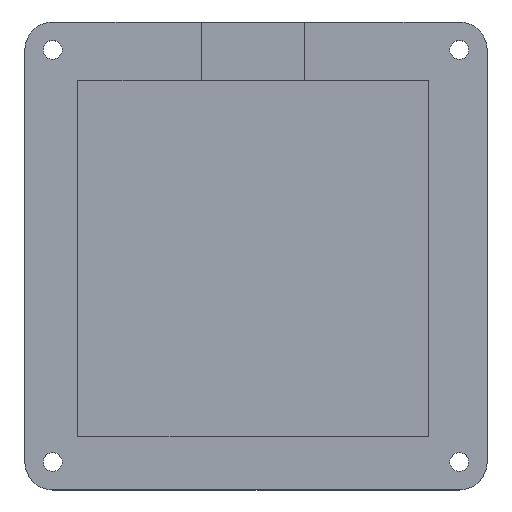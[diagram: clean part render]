
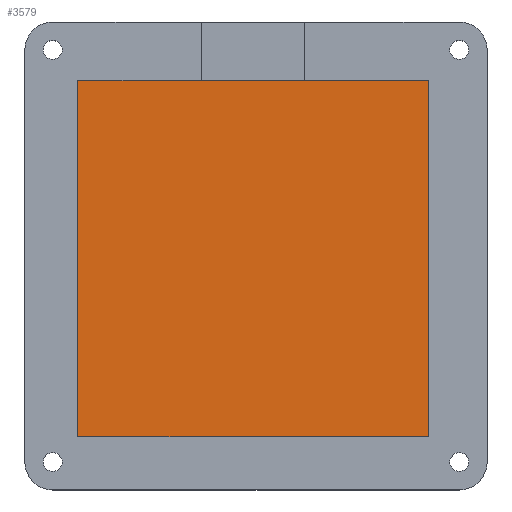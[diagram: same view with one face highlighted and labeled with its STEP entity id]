
A CAD part, top view. The second image highlights one B-rep face of the part: STEP entity #3579.
In plain terms, the highlighted planar face has unit normal (0, 0, 1).
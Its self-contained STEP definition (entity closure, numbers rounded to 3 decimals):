
#129=PLANE('',#3686);
#313=FACE_OUTER_BOUND('',#521,.T.);
#521=EDGE_LOOP('',(#3219,#3220,#3221,#3222));
#806=LINE('',#7202,#1084);
#808=LINE('',#7207,#1086);
#809=LINE('',#7208,#1087);
#810=LINE('',#7209,#1088);
#1084=VECTOR('',#4128,10.);
#1086=VECTOR('',#4132,10.);
#1087=VECTOR('',#4133,10.);
#1088=VECTOR('',#4134,10.);
#1675=VERTEX_POINT('',#7199);
#1676=VERTEX_POINT('',#7201);
#1677=VERTEX_POINT('',#7205);
#1678=VERTEX_POINT('',#7206);
#2198=EDGE_CURVE('',#1675,#1676,#806,.T.);
#2200=EDGE_CURVE('',#1677,#1678,#808,.T.);
#2201=EDGE_CURVE('',#1676,#1677,#809,.T.);
#2202=EDGE_CURVE('',#1678,#1675,#810,.T.);
#3219=ORIENTED_EDGE('',*,*,#2200,.F.);
#3220=ORIENTED_EDGE('',*,*,#2201,.F.);
#3221=ORIENTED_EDGE('',*,*,#2198,.F.);
#3222=ORIENTED_EDGE('',*,*,#2202,.F.);
#3579=ADVANCED_FACE('',(#313),#129,.T.);
#3686=AXIS2_PLACEMENT_3D('',#7204,#4130,#4131);
#4128=DIRECTION('',(1.,0.,0.));
#4130=DIRECTION('center_axis',(0.,0.,1.));
#4131=DIRECTION('ref_axis',(1.,0.,0.));
#4132=DIRECTION('',(-1.,0.,0.));
#4133=DIRECTION('',(0.,-1.,0.));
#4134=DIRECTION('',(0.,1.,0.));
#7199=CARTESIAN_POINT('',(-65.895,56.986,3.));
#7201=CARTESIAN_POINT('',(-2.895,56.986,3.));
#7202=CARTESIAN_POINT('',(-50.145,56.986,3.));
#7204=CARTESIAN_POINT('Origin',(-34.395,24.986,3.));
#7205=CARTESIAN_POINT('',(-2.895,-7.014,3.));
#7206=CARTESIAN_POINT('',(-65.895,-7.014,3.));
#7207=CARTESIAN_POINT('',(-18.645,-7.014,3.));
#7208=CARTESIAN_POINT('',(-2.895,40.986,3.));
#7209=CARTESIAN_POINT('',(-65.895,8.986,3.));
